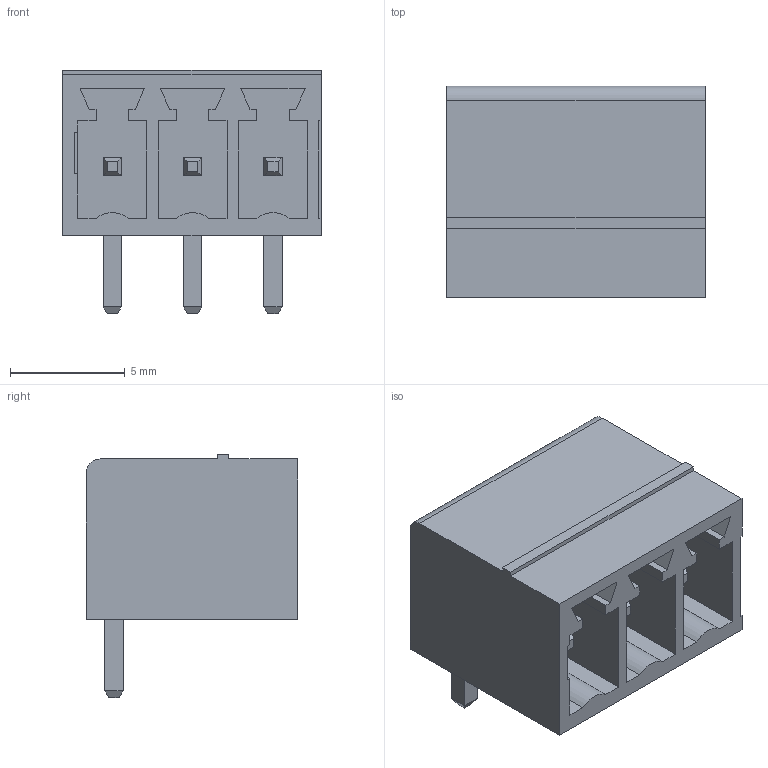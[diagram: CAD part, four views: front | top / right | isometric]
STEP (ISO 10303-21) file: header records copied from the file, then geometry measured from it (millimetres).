
FILE_DESCRIPTION (( 'STEP AP214' ), '1' );
FILE_NAME ('User Library-15EDGRC-3_5-03P.STEP', '2019-01-14T13:46:28', ( '' ), ( '' ), 'SwSTEP 2.0', 'SolidWorks 2018', '' );
FILE_SCHEMA (( 'AUTOMOTIVE_DESIGN' ));
Length unit declared in the file: millimetre
Products named in the file (5): User Library-15EDGRC-3_5-03P_Imported; User Library-15EDGRC-3_5-03P; User Library-15EDGRC-3_5-03P_Imported_2; User Library-15EDGRC-3_5-03P_Imported_4; User Library-15EDGRC-3_5-03P_Imported_3
Assembly tree (4 placements, depth 2):
  User Library-15EDGRC-3_5-03P
    User Library-15EDGRC-3_5-03P_Imported
    User Library-15EDGRC-3_5-03P_Imported_2
    User Library-15EDGRC-3_5-03P_Imported_3
    User Library-15EDGRC-3_5-03P_Imported_4
Bounding box: 11.25 x 9.2 x 10.6 mm (x, y, z)
Volume: 382.6 mm3; surface area: 1069.9 mm2
Topology: 4 solids, 4 shells, 163 faces, 435 edges, 280 vertices
Faces by surface type: plane 153, cylinder 10
Entity records: 6952 total; most frequent: CARTESIAN_POINT 885, ORIENTED_EDGE 870, DIRECTION 795, EDGE_CURVE 435, LINE 415, VECTOR 415, VERTEX_POINT 280, AXIS2_PLACEMENT_3D 190
